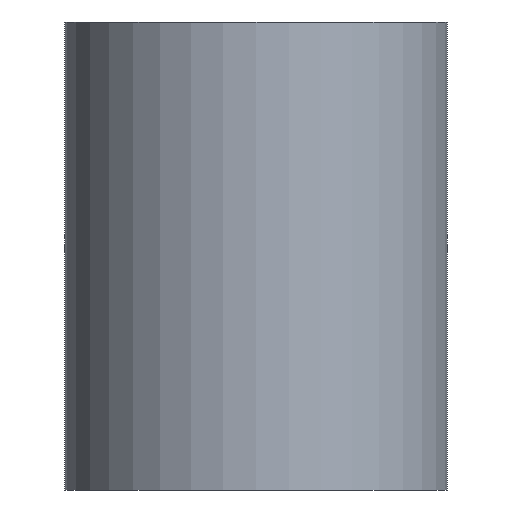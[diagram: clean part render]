
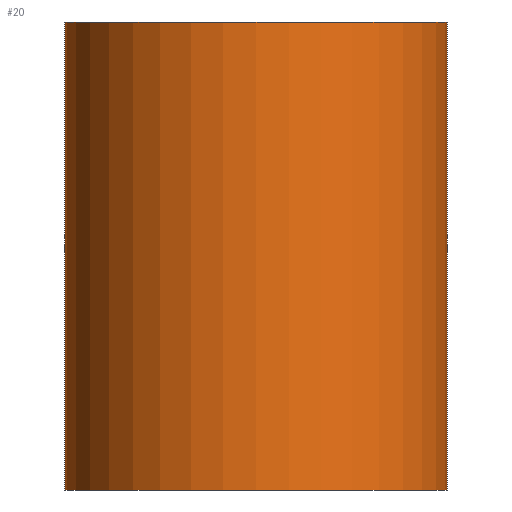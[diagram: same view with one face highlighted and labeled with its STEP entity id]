
A CAD part, front view. The second image highlights one B-rep face of the part: STEP entity #20.
In plain terms, the highlighted cylindrical face has radius 5.715 mm (diameter 11.43 mm), a partial arc.
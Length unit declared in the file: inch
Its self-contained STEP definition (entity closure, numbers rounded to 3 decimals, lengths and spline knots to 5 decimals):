
#11 = CIRCLE ( 'NONE', #88, 0.225 ) ;
#13 = CIRCLE ( 'NONE', #192, 0.225 ) ;
#20 = ADVANCED_FACE ( 'NONE', ( #193 ), #42, .T. ) ;
#22 = EDGE_CURVE ( 'NONE', #55, #62, #13, .T. ) ;
#25 = EDGE_CURVE ( 'NONE', #57, #56, #11, .T. ) ;
#28 = EDGE_CURVE ( 'NONE', #55, #57, #132, .T. ) ;
#30 = EDGE_CURVE ( 'NONE', #62, #56, #126, .T. ) ;
#39 = AXIS2_PLACEMENT_3D ( 'NONE', #206, #205, #204 ) ;
#42 = CYLINDRICAL_SURFACE ( 'NONE', #39, 0.225 ) ;
#44 = DIRECTION ( 'NONE',  ( 0., 0., -1. ) ) ;
#45 = CARTESIAN_POINT ( 'NONE',  ( 0.225, 0., 0.55 ) ) ;
#55 = VERTEX_POINT ( 'NONE', #98 ) ;
#56 = VERTEX_POINT ( 'NONE', #99 ) ;
#57 = VERTEX_POINT ( 'NONE', #100 ) ;
#62 = VERTEX_POINT ( 'NONE', #104 ) ;
#69 = EDGE_LOOP ( 'NONE', ( #157, #171, #172, #170 ) ) ;
#80 = DIRECTION ( 'NONE',  ( 1., 0., 0. ) ) ;
#81 = DIRECTION ( 'NONE',  ( 0., 0., 1. ) ) ;
#82 = CARTESIAN_POINT ( 'NONE',  ( 0., 0., 0.55 ) ) ;
#88 = AXIS2_PLACEMENT_3D ( 'NONE', #151, #143, #142 ) ;
#98 = CARTESIAN_POINT ( 'NONE',  ( -0.225, 0., 0.55 ) ) ;
#99 = CARTESIAN_POINT ( 'NONE',  ( 0.225, 0., 0. ) ) ;
#100 = CARTESIAN_POINT ( 'NONE',  ( -0.225, 0., 0. ) ) ;
#104 = CARTESIAN_POINT ( 'NONE',  ( 0.225, 0., 0.55 ) ) ;
#126 = LINE ( 'NONE', #45, #137 ) ;
#130 = DIRECTION ( 'NONE',  ( 0., 0., -1. ) ) ;
#131 = CARTESIAN_POINT ( 'NONE',  ( -0.225, 0., 0.55 ) ) ;
#132 = LINE ( 'NONE', #131, #202 ) ;
#137 = VECTOR ( 'NONE', #44, 39.37008 ) ;
#142 = DIRECTION ( 'NONE',  ( 1., 0., 0. ) ) ;
#143 = DIRECTION ( 'NONE',  ( 0., 0., 1. ) ) ;
#151 = CARTESIAN_POINT ( 'NONE',  ( 0., 0., 0. ) ) ;
#157 = ORIENTED_EDGE ( 'NONE', *, *, #30, .F. ) ;
#170 = ORIENTED_EDGE ( 'NONE', *, *, #25, .T. ) ;
#171 = ORIENTED_EDGE ( 'NONE', *, *, #22, .F. ) ;
#172 = ORIENTED_EDGE ( 'NONE', *, *, #28, .T. ) ;
#192 = AXIS2_PLACEMENT_3D ( 'NONE', #82, #81, #80 ) ;
#193 = FACE_OUTER_BOUND ( 'NONE', #69, .T. ) ;
#202 = VECTOR ( 'NONE', #130, 39.37008 ) ;
#204 = DIRECTION ( 'NONE',  ( -1., 0., 0. ) ) ;
#205 = DIRECTION ( 'NONE',  ( 0., 0., -1. ) ) ;
#206 = CARTESIAN_POINT ( 'NONE',  ( 0., 0., 0.55 ) ) ;
